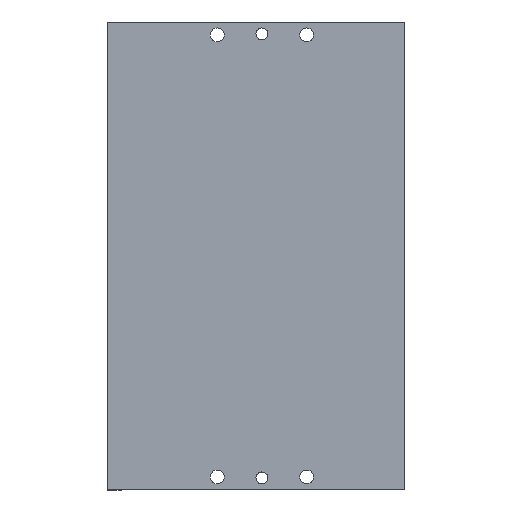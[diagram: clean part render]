
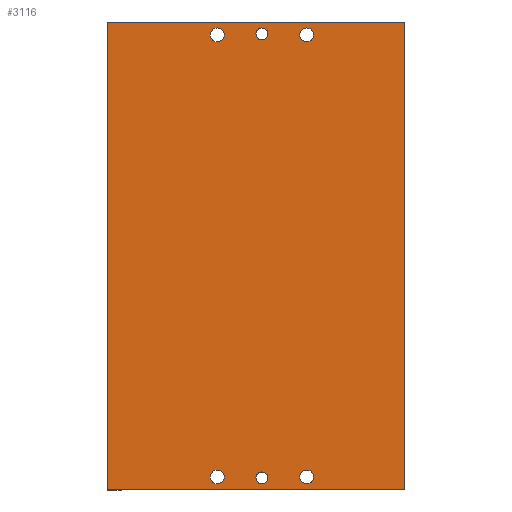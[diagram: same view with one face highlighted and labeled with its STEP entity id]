
A CAD part, top view. The second image highlights one B-rep face of the part: STEP entity #3116.
In plain terms, the highlighted planar face has unit normal (0, 0, 1).
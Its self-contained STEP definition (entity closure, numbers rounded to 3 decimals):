
#20 = CARTESIAN_POINT ( 'NONE',  ( -9.5, -55.75, 25.5 ) ) ;
#31 = DIRECTION ( 'NONE',  ( 0., 0., 1. ) ) ;
#49 = CARTESIAN_POINT ( 'NONE',  ( -35.5, -59., 25.5 ) ) ;
#139 = VERTEX_POINT ( 'NONE', #2377 ) ;
#178 = ORIENTED_EDGE ( 'NONE', *, *, #4797, .T. ) ;
#192 = CIRCLE ( 'NONE', #2344, 1.75 ) ;
#240 = EDGE_CURVE ( 'NONE', #910, #1809, #1082, .T. ) ;
#272 = DIRECTION ( 'NONE',  ( 1., 0., 0. ) ) ;
#275 = CARTESIAN_POINT ( 'NONE',  ( -13., -55.75, 25.5 ) ) ;
#281 = AXIS2_PLACEMENT_3D ( 'NONE', #4130, #31, #1732 ) ;
#294 = DIRECTION ( 'NONE',  ( 0., 1., 0. ) ) ;
#321 = LINE ( 'NONE', #1159, #4104 ) ;
#322 = FACE_BOUND ( 'NONE', #594, .T. ) ;
#325 = ORIENTED_EDGE ( 'NONE', *, *, #2417, .T. ) ;
#393 = AXIS2_PLACEMENT_3D ( 'NONE', #3119, #1904, #1483 ) ;
#415 = CARTESIAN_POINT ( 'NONE',  ( -11.25, -55.75, 25.5 ) ) ;
#451 = VERTEX_POINT ( 'NONE', #1847 ) ;
#540 = AXIS2_PLACEMENT_3D ( 'NONE', #5310, #1240, #5279 ) ;
#566 = VERTEX_POINT ( 'NONE', #275 ) ;
#594 = EDGE_LOOP ( 'NONE', ( #736, #178 ) ) ;
#611 = LINE ( 'NONE', #5114, #4687 ) ;
#613 = EDGE_CURVE ( 'NONE', #139, #4523, #1109, .T. ) ;
#700 = EDGE_CURVE ( 'NONE', #566, #4815, #192, .T. ) ;
#733 = VERTEX_POINT ( 'NONE', #5255 ) ;
#736 = ORIENTED_EDGE ( 'NONE', *, *, #2384, .T. ) ;
#902 = VERTEX_POINT ( 'NONE', #4926 ) ;
#910 = VERTEX_POINT ( 'NONE', #1659 ) ;
#943 = CARTESIAN_POINT ( 'NONE',  ( 0., 56., 25.5 ) ) ;
#1015 = CARTESIAN_POINT ( 'NONE',  ( -1.5, 56., 25.5 ) ) ;
#1047 = CARTESIAN_POINT ( 'NONE',  ( -11.25, -55.75, 25.5 ) ) ;
#1082 = CIRCLE ( 'NONE', #393, 1.75 ) ;
#1109 = LINE ( 'NONE', #2788, #3163 ) ;
#1128 = DIRECTION ( 'NONE',  ( 0., 0., 1. ) ) ;
#1132 = CIRCLE ( 'NONE', #1218, 1.75 ) ;
#1144 = AXIS2_PLACEMENT_3D ( 'NONE', #4694, #1829, #5132 ) ;
#1159 = CARTESIAN_POINT ( 'NONE',  ( -39., 0., 25.5 ) ) ;
#1160 = ORIENTED_EDGE ( 'NONE', *, *, #4961, .F. ) ;
#1206 = ORIENTED_EDGE ( 'NONE', *, *, #1264, .F. ) ;
#1218 = AXIS2_PLACEMENT_3D ( 'NONE', #5241, #4858, #3667 ) ;
#1224 = AXIS2_PLACEMENT_3D ( 'NONE', #943, #5035, #1353 ) ;
#1240 = DIRECTION ( 'NONE',  ( 0., 0., 1. ) ) ;
#1261 = EDGE_CURVE ( 'NONE', #4532, #2032, #5148, .T. ) ;
#1264 = EDGE_CURVE ( 'NONE', #2032, #4532, #4793, .T. ) ;
#1335 = DIRECTION ( 'NONE',  ( 0., 0., -1. ) ) ;
#1353 = DIRECTION ( 'NONE',  ( 1., 0., 0. ) ) ;
#1368 = ORIENTED_EDGE ( 'NONE', *, *, #240, .T. ) ;
#1483 = DIRECTION ( 'NONE',  ( -1., 0., 0. ) ) ;
#1525 = ORIENTED_EDGE ( 'NONE', *, *, #1261, .F. ) ;
#1592 = EDGE_CURVE ( 'NONE', #451, #733, #321, .T. ) ;
#1613 = CARTESIAN_POINT ( 'NONE',  ( -13., 55.75, 25.5 ) ) ;
#1622 = PLANE ( 'NONE',  #4086 ) ;
#1659 = CARTESIAN_POINT ( 'NONE',  ( 13., -55.75, 25.5 ) ) ;
#1699 = DIRECTION ( 'NONE',  ( 1., 0., 0. ) ) ;
#1724 = CARTESIAN_POINT ( 'NONE',  ( 11.25, 55.75, 25.5 ) ) ;
#1732 = DIRECTION ( 'NONE',  ( 1., 0., 0. ) ) ;
#1809 = VERTEX_POINT ( 'NONE', #3863 ) ;
#1829 = DIRECTION ( 'NONE',  ( 0., 0., 1. ) ) ;
#1846 = DIRECTION ( 'NONE',  ( 0., 0., 1. ) ) ;
#1847 = CARTESIAN_POINT ( 'NONE',  ( -39., -59., 25.5 ) ) ;
#1888 = DIRECTION ( 'NONE',  ( 0., 0., 1. ) ) ;
#1904 = DIRECTION ( 'NONE',  ( 0., 0., -1. ) ) ;
#1977 = FACE_BOUND ( 'NONE', #4023, .T. ) ;
#2032 = VERTEX_POINT ( 'NONE', #4962 ) ;
#2082 = VERTEX_POINT ( 'NONE', #1613 ) ;
#2092 = CIRCLE ( 'NONE', #540, 1.5 ) ;
#2097 = AXIS2_PLACEMENT_3D ( 'NONE', #1047, #1888, #3528 ) ;
#2142 = EDGE_LOOP ( 'NONE', ( #1525, #1206 ) ) ;
#2175 = CIRCLE ( 'NONE', #1224, 1.5 ) ;
#2183 = ORIENTED_EDGE ( 'NONE', *, *, #4604, .F. ) ;
#2208 = ORIENTED_EDGE ( 'NONE', *, *, #4437, .F. ) ;
#2217 = CARTESIAN_POINT ( 'NONE',  ( 36., 59., 25.5 ) ) ;
#2243 = AXIS2_PLACEMENT_3D ( 'NONE', #3439, #5094, #4562 ) ;
#2268 = AXIS2_PLACEMENT_3D ( 'NONE', #1724, #1335, #1699 ) ;
#2317 = ORIENTED_EDGE ( 'NONE', *, *, #700, .F. ) ;
#2344 = AXIS2_PLACEMENT_3D ( 'NONE', #415, #2462, #3271 ) ;
#2377 = CARTESIAN_POINT ( 'NONE',  ( 36., -59., 25.5 ) ) ;
#2378 = DIRECTION ( 'NONE',  ( 0., 1., 0. ) ) ;
#2384 = EDGE_CURVE ( 'NONE', #4355, #902, #4833, .T. ) ;
#2417 = EDGE_CURVE ( 'NONE', #451, #139, #3757, .T. ) ;
#2462 = DIRECTION ( 'NONE',  ( 0., 0., 1. ) ) ;
#2764 = EDGE_LOOP ( 'NONE', ( #2208, #1160 ) ) ;
#2788 = CARTESIAN_POINT ( 'NONE',  ( 36., 59., 25.5 ) ) ;
#2893 = VERTEX_POINT ( 'NONE', #1015 ) ;
#2930 = EDGE_LOOP ( 'NONE', ( #3314, #4150, #325, #5227 ) ) ;
#3067 = DIRECTION ( 'NONE',  ( 1., 0., 0. ) ) ;
#3116 = ADVANCED_FACE ( 'NONE', ( #4889, #1977, #4078, #322, #4913, #3241, #4002 ), #1622, .T. ) ;
#3119 = CARTESIAN_POINT ( 'NONE',  ( 11.25, -55.75, 25.5 ) ) ;
#3156 = AXIS2_PLACEMENT_3D ( 'NONE', #4713, #4291, #5230 ) ;
#3163 = VECTOR ( 'NONE', #2378, 1000. ) ;
#3201 = EDGE_LOOP ( 'NONE', ( #1368, #4334 ) ) ;
#3217 = CIRCLE ( 'NONE', #2097, 1.75 ) ;
#3241 = FACE_BOUND ( 'NONE', #2764, .T. ) ;
#3271 = DIRECTION ( 'NONE',  ( 1., 0., 0. ) ) ;
#3306 = ORIENTED_EDGE ( 'NONE', *, *, #4262, .F. ) ;
#3314 = ORIENTED_EDGE ( 'NONE', *, *, #4568, .T. ) ;
#3439 = CARTESIAN_POINT ( 'NONE',  ( 11.25, 55.75, 25.5 ) ) ;
#3441 = EDGE_CURVE ( 'NONE', #1809, #910, #1132, .T. ) ;
#3474 = CIRCLE ( 'NONE', #1144, 1.75 ) ;
#3483 = CARTESIAN_POINT ( 'NONE',  ( -9.5, 55.75, 25.5 ) ) ;
#3505 = DIRECTION ( 'NONE',  ( -1., 0., 0. ) ) ;
#3528 = DIRECTION ( 'NONE',  ( 1., 0., 0. ) ) ;
#3546 = EDGE_LOOP ( 'NONE', ( #2183, #2317 ) ) ;
#3591 = CARTESIAN_POINT ( 'NONE',  ( 0., 0., 25.5 ) ) ;
#3667 = DIRECTION ( 'NONE',  ( -1., 0., 0. ) ) ;
#3757 = LINE ( 'NONE', #49, #3794 ) ;
#3794 = VECTOR ( 'NONE', #3067, 1000. ) ;
#3823 = CIRCLE ( 'NONE', #281, 1.75 ) ;
#3863 = CARTESIAN_POINT ( 'NONE',  ( 9.5, -55.75, 25.5 ) ) ;
#3867 = CARTESIAN_POINT ( 'NONE',  ( -1.5, -56., 25.5 ) ) ;
#3873 = CARTESIAN_POINT ( 'NONE',  ( 0., -56., 25.5 ) ) ;
#3981 = EDGE_CURVE ( 'NONE', #4892, #2893, #2175, .T. ) ;
#4002 = FACE_BOUND ( 'NONE', #3546, .T. ) ;
#4023 = EDGE_LOOP ( 'NONE', ( #3306, #4727 ) ) ;
#4078 = FACE_BOUND ( 'NONE', #3201, .T. ) ;
#4086 = AXIS2_PLACEMENT_3D ( 'NONE', #3591, #1128, #4456 ) ;
#4104 = VECTOR ( 'NONE', #294, 1000. ) ;
#4108 = CARTESIAN_POINT ( 'NONE',  ( 13., 55.75, 25.5 ) ) ;
#4130 = CARTESIAN_POINT ( 'NONE',  ( -11.25, 55.75, 25.5 ) ) ;
#4150 = ORIENTED_EDGE ( 'NONE', *, *, #1592, .F. ) ;
#4171 = VERTEX_POINT ( 'NONE', #3483 ) ;
#4262 = EDGE_CURVE ( 'NONE', #2893, #4892, #2092, .T. ) ;
#4275 = CARTESIAN_POINT ( 'NONE',  ( 1.5, 56., 25.5 ) ) ;
#4291 = DIRECTION ( 'NONE',  ( 0., 0., 1. ) ) ;
#4334 = ORIENTED_EDGE ( 'NONE', *, *, #3441, .T. ) ;
#4355 = VERTEX_POINT ( 'NONE', #4108 ) ;
#4437 = EDGE_CURVE ( 'NONE', #4171, #2082, #3823, .T. ) ;
#4456 = DIRECTION ( 'NONE',  ( 1., 0., 0. ) ) ;
#4523 = VERTEX_POINT ( 'NONE', #2217 ) ;
#4532 = VERTEX_POINT ( 'NONE', #3867 ) ;
#4537 = AXIS2_PLACEMENT_3D ( 'NONE', #3873, #1846, #272 ) ;
#4562 = DIRECTION ( 'NONE',  ( 1., 0., 0. ) ) ;
#4568 = EDGE_CURVE ( 'NONE', #4523, #733, #611, .T. ) ;
#4601 = CIRCLE ( 'NONE', #2268, 1.75 ) ;
#4604 = EDGE_CURVE ( 'NONE', #4815, #566, #3217, .T. ) ;
#4687 = VECTOR ( 'NONE', #3505, 1000. ) ;
#4694 = CARTESIAN_POINT ( 'NONE',  ( -11.25, 55.75, 25.5 ) ) ;
#4713 = CARTESIAN_POINT ( 'NONE',  ( 0., -56., 25.5 ) ) ;
#4727 = ORIENTED_EDGE ( 'NONE', *, *, #3981, .F. ) ;
#4793 = CIRCLE ( 'NONE', #3156, 1.5 ) ;
#4797 = EDGE_CURVE ( 'NONE', #902, #4355, #4601, .T. ) ;
#4815 = VERTEX_POINT ( 'NONE', #20 ) ;
#4833 = CIRCLE ( 'NONE', #2243, 1.75 ) ;
#4858 = DIRECTION ( 'NONE',  ( 0., 0., -1. ) ) ;
#4889 = FACE_BOUND ( 'NONE', #2142, .T. ) ;
#4892 = VERTEX_POINT ( 'NONE', #4275 ) ;
#4913 = FACE_OUTER_BOUND ( 'NONE', #2930, .T. ) ;
#4926 = CARTESIAN_POINT ( 'NONE',  ( 9.5, 55.75, 25.5 ) ) ;
#4961 = EDGE_CURVE ( 'NONE', #2082, #4171, #3474, .T. ) ;
#4962 = CARTESIAN_POINT ( 'NONE',  ( 1.5, -56., 25.5 ) ) ;
#5035 = DIRECTION ( 'NONE',  ( 0., 0., 1. ) ) ;
#5094 = DIRECTION ( 'NONE',  ( 0., 0., -1. ) ) ;
#5114 = CARTESIAN_POINT ( 'NONE',  ( -35.5, 59., 25.5 ) ) ;
#5132 = DIRECTION ( 'NONE',  ( 1., 0., 0. ) ) ;
#5148 = CIRCLE ( 'NONE', #4537, 1.5 ) ;
#5227 = ORIENTED_EDGE ( 'NONE', *, *, #613, .T. ) ;
#5230 = DIRECTION ( 'NONE',  ( 1., 0., 0. ) ) ;
#5241 = CARTESIAN_POINT ( 'NONE',  ( 11.25, -55.75, 25.5 ) ) ;
#5255 = CARTESIAN_POINT ( 'NONE',  ( -39., 59., 25.5 ) ) ;
#5279 = DIRECTION ( 'NONE',  ( 1., 0., 0. ) ) ;
#5310 = CARTESIAN_POINT ( 'NONE',  ( 0., 56., 25.5 ) ) ;
